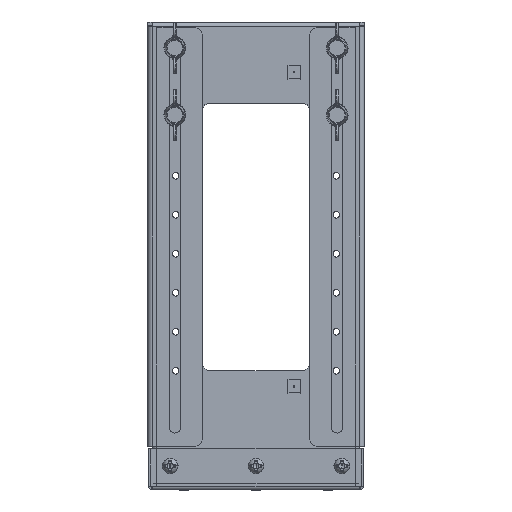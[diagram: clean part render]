
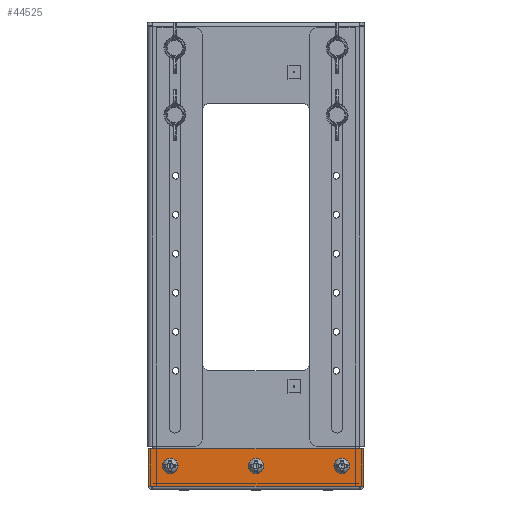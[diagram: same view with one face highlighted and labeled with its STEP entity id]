
A CAD part, left-side view. The second image highlights one B-rep face of the part: STEP entity #44525.
In plain terms, the highlighted planar face has unit normal (-1, 0, 0).
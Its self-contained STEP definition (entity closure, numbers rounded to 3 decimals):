
#1960 = CARTESIAN_POINT ( 'NONE',  ( -249.4, 55., 17.5 ) ) ;
#2425 = LINE ( 'NONE', #33816, #4590 ) ;
#3037 = CARTESIAN_POINT ( 'NONE',  ( -249.4, 66.793, 1. ) ) ;
#3683 = CARTESIAN_POINT ( 'NONE',  ( -249.4, 68.9, 1. ) ) ;
#4004 = ORIENTED_EDGE ( 'NONE', *, *, #44008, .F. ) ;
#4590 = VECTOR ( 'NONE', #47843, 1000. ) ;
#4800 = CARTESIAN_POINT ( 'NONE',  ( -249.4, 0., 0. ) ) ;
#5094 = FACE_OUTER_BOUND ( 'NONE', #43989, .T. ) ;
#5812 = VERTEX_POINT ( 'NONE', #3037 ) ;
#6060 = VECTOR ( 'NONE', #10719, 1000. ) ;
#6202 = CIRCLE ( 'NONE', #55812, 3.5 ) ;
#6242 = AXIS2_PLACEMENT_3D ( 'NONE', #45618, #8002, #27087 ) ;
#7302 = VERTEX_POINT ( 'NONE', #45332 ) ;
#8002 = DIRECTION ( 'NONE',  ( -1., 0., 0. ) ) ;
#8065 = EDGE_LOOP ( 'NONE', ( #16694, #30449 ) ) ;
#8130 = VERTEX_POINT ( 'NONE', #17123 ) ;
#8190 = CARTESIAN_POINT ( 'NONE',  ( -249.4, 55., 14. ) ) ;
#8694 = CARTESIAN_POINT ( 'NONE',  ( -249.4, 55., 10.5 ) ) ;
#8793 = DIRECTION ( 'NONE',  ( 0., 0., -1. ) ) ;
#8833 = EDGE_CURVE ( 'NONE', #5812, #58806, #15764, .T. ) ;
#8958 = VERTEX_POINT ( 'NONE', #21130 ) ;
#8985 = CIRCLE ( 'NONE', #25148, 3.5 ) ;
#9081 = EDGE_CURVE ( 'NONE', #55363, #13132, #8985, .T. ) ;
#9098 = VERTEX_POINT ( 'NONE', #19518 ) ;
#10719 = DIRECTION ( 'NONE',  ( 0., 1., 0. ) ) ;
#10909 = ORIENTED_EDGE ( 'NONE', *, *, #17032, .T. ) ;
#11454 = DIRECTION ( 'NONE',  ( 0., 0., -1. ) ) ;
#11484 = VECTOR ( 'NONE', #25502, 1000. ) ;
#11533 = DIRECTION ( 'NONE',  ( -1., 0., 0. ) ) ;
#11680 = LINE ( 'NONE', #43619, #45287 ) ;
#11755 = CARTESIAN_POINT ( 'NONE',  ( -249.4, -55., 14. ) ) ;
#12054 = LINE ( 'NONE', #3683, #45397 ) ;
#12856 = EDGE_LOOP ( 'NONE', ( #4004, #32018 ) ) ;
#12921 = CIRCLE ( 'NONE', #6242, 3.5 ) ;
#13132 = VERTEX_POINT ( 'NONE', #8694 ) ;
#14531 = VERTEX_POINT ( 'NONE', #35927 ) ;
#14643 = PLANE ( 'NONE',  #46120 ) ;
#15188 = EDGE_CURVE ( 'NONE', #29706, #9098, #22605, .T. ) ;
#15764 = LINE ( 'NONE', #28929, #6060 ) ;
#16446 = DIRECTION ( 'NONE',  ( 0., -1., 0. ) ) ;
#16694 = ORIENTED_EDGE ( 'NONE', *, *, #56109, .F. ) ;
#17032 = EDGE_CURVE ( 'NONE', #21239, #14531, #2425, .T. ) ;
#17123 = CARTESIAN_POINT ( 'NONE',  ( -249.4, -68.9, 1. ) ) ;
#17387 = EDGE_CURVE ( 'NONE', #48101, #8958, #6202, .T. ) ;
#17543 = ORIENTED_EDGE ( 'NONE', *, *, #15188, .F. ) ;
#18158 = EDGE_CURVE ( 'NONE', #9098, #29706, #12921, .T. ) ;
#18668 = CARTESIAN_POINT ( 'NONE',  ( -249.4, -68.9, 25. ) ) ;
#19518 = CARTESIAN_POINT ( 'NONE',  ( -249.4, 0., 10.5 ) ) ;
#19808 = CARTESIAN_POINT ( 'NONE',  ( -249.4, 55., 14. ) ) ;
#20528 = CARTESIAN_POINT ( 'NONE',  ( -249.4, 0., 17.5 ) ) ;
#21130 = CARTESIAN_POINT ( 'NONE',  ( -249.4, -55., 10.5 ) ) ;
#21239 = VERTEX_POINT ( 'NONE', #18668 ) ;
#21720 = ORIENTED_EDGE ( 'NONE', *, *, #54305, .T. ) ;
#22605 = CIRCLE ( 'NONE', #36041, 3.5 ) ;
#24007 = DIRECTION ( 'NONE',  ( 0., 0., -1. ) ) ;
#24734 = AXIS2_PLACEMENT_3D ( 'NONE', #11755, #38631, #11454 ) ;
#25148 = AXIS2_PLACEMENT_3D ( 'NONE', #19808, #33594, #24007 ) ;
#25502 = DIRECTION ( 'NONE',  ( 0., 1., 0. ) ) ;
#25509 = DIRECTION ( 'NONE',  ( 0., 0., 1. ) ) ;
#26495 = VECTOR ( 'NONE', #25509, 1000. ) ;
#26689 = DIRECTION ( 'NONE',  ( -1., 0., 0. ) ) ;
#26971 = AXIS2_PLACEMENT_3D ( 'NONE', #8190, #26689, #8793 ) ;
#27047 = CARTESIAN_POINT ( 'NONE',  ( -249.4, -55., 17.5 ) ) ;
#27087 = DIRECTION ( 'NONE',  ( 0., 0., -1. ) ) ;
#27591 = CIRCLE ( 'NONE', #24734, 3.5 ) ;
#28929 = CARTESIAN_POINT ( 'NONE',  ( -249.4, 66.793, 1. ) ) ;
#29706 = VERTEX_POINT ( 'NONE', #20528 ) ;
#30314 = LINE ( 'NONE', #38976, #26495 ) ;
#30449 = ORIENTED_EDGE ( 'NONE', *, *, #17387, .F. ) ;
#30816 = ORIENTED_EDGE ( 'NONE', *, *, #18158, .F. ) ;
#30890 = CARTESIAN_POINT ( 'NONE',  ( -249.4, 68.9, 1. ) ) ;
#31726 = FACE_BOUND ( 'NONE', #44029, .T. ) ;
#32018 = ORIENTED_EDGE ( 'NONE', *, *, #9081, .F. ) ;
#33435 = ORIENTED_EDGE ( 'NONE', *, *, #8833, .F. ) ;
#33594 = DIRECTION ( 'NONE',  ( -1., 0., 0. ) ) ;
#33816 = CARTESIAN_POINT ( 'NONE',  ( -249.4, 0., 25. ) ) ;
#34196 = ORIENTED_EDGE ( 'NONE', *, *, #37780, .F. ) ;
#34212 = CARTESIAN_POINT ( 'NONE',  ( -249.4, -55., 14. ) ) ;
#34443 = ORIENTED_EDGE ( 'NONE', *, *, #46145, .T. ) ;
#34632 = CIRCLE ( 'NONE', #26971, 3.5 ) ;
#35927 = CARTESIAN_POINT ( 'NONE',  ( -249.4, 68.9, 25. ) ) ;
#36041 = AXIS2_PLACEMENT_3D ( 'NONE', #52459, #11533, #57219 ) ;
#37780 = EDGE_CURVE ( 'NONE', #7302, #5812, #44342, .T. ) ;
#38631 = DIRECTION ( 'NONE',  ( -1., 0., 0. ) ) ;
#38681 = DIRECTION ( 'NONE',  ( -1., 0., 0. ) ) ;
#38976 = CARTESIAN_POINT ( 'NONE',  ( -249.4, -68.9, 1. ) ) ;
#40132 = DIRECTION ( 'NONE',  ( 0., 0., 1. ) ) ;
#43619 = CARTESIAN_POINT ( 'NONE',  ( -249.4, -66.793, 1. ) ) ;
#43989 = EDGE_LOOP ( 'NONE', ( #34196, #34443, #21720, #10909, #53980, #33435 ) ) ;
#44008 = EDGE_CURVE ( 'NONE', #13132, #55363, #34632, .T. ) ;
#44029 = EDGE_LOOP ( 'NONE', ( #30816, #17543 ) ) ;
#44342 = LINE ( 'NONE', #48839, #11484 ) ;
#44525 = ADVANCED_FACE ( 'NONE', ( #48754, #54411, #31726, #5094 ), #14643, .F. ) ;
#45287 = VECTOR ( 'NONE', #16446, 1000. ) ;
#45332 = CARTESIAN_POINT ( 'NONE',  ( -249.4, -66.793, 1. ) ) ;
#45397 = VECTOR ( 'NONE', #40132, 1000. ) ;
#45618 = CARTESIAN_POINT ( 'NONE',  ( -249.4, 0., 14. ) ) ;
#46120 = AXIS2_PLACEMENT_3D ( 'NONE', #4800, #46304, #46614 ) ;
#46145 = EDGE_CURVE ( 'NONE', #7302, #8130, #11680, .T. ) ;
#46304 = DIRECTION ( 'NONE',  ( 1., 0., 0. ) ) ;
#46614 = DIRECTION ( 'NONE',  ( 0., 0., -1. ) ) ;
#47420 = EDGE_CURVE ( 'NONE', #58806, #14531, #12054, .T. ) ;
#47843 = DIRECTION ( 'NONE',  ( 0., 1., 0. ) ) ;
#48101 = VERTEX_POINT ( 'NONE', #27047 ) ;
#48754 = FACE_BOUND ( 'NONE', #12856, .T. ) ;
#48839 = CARTESIAN_POINT ( 'NONE',  ( -249.4, 66.5, 1. ) ) ;
#52459 = CARTESIAN_POINT ( 'NONE',  ( -249.4, 0., 14. ) ) ;
#53980 = ORIENTED_EDGE ( 'NONE', *, *, #47420, .F. ) ;
#54305 = EDGE_CURVE ( 'NONE', #8130, #21239, #30314, .T. ) ;
#54411 = FACE_BOUND ( 'NONE', #8065, .T. ) ;
#55363 = VERTEX_POINT ( 'NONE', #1960 ) ;
#55812 = AXIS2_PLACEMENT_3D ( 'NONE', #34212, #38681, #56609 ) ;
#56109 = EDGE_CURVE ( 'NONE', #8958, #48101, #27591, .T. ) ;
#56609 = DIRECTION ( 'NONE',  ( 0., 0., -1. ) ) ;
#57219 = DIRECTION ( 'NONE',  ( 0., 0., -1. ) ) ;
#58806 = VERTEX_POINT ( 'NONE', #30890 ) ;
